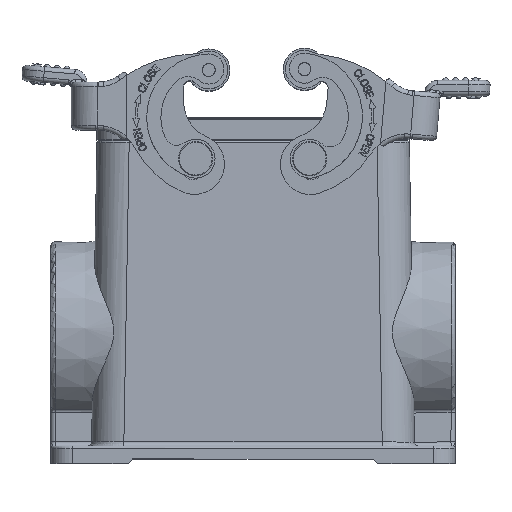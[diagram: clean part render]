
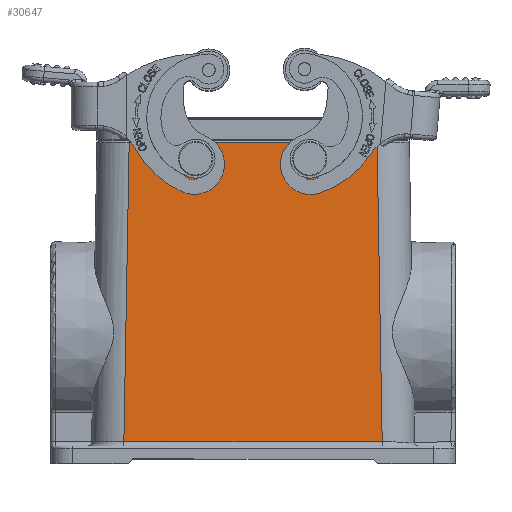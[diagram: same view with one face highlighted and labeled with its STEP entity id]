
A CAD part, top view. The second image highlights one B-rep face of the part: STEP entity #30647.
In plain terms, the highlighted planar face has unit normal (0, 0.018, 1).
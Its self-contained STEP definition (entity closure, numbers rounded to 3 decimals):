
#4098=DIRECTION('',(0.017,-1.,0.017));
#4099=VECTOR('',#4098,69.547);
#4100=CARTESIAN_POINT('',(75.819,51.712,49.758));
#4101=LINE('',#4100,#4099);
#4102=DIRECTION('',(0.018,1.,-0.017));
#4103=VECTOR('',#4102,69.547);
#4104=CARTESIAN_POINT('',(16.964,-17.796,50.971));
#4105=LINE('',#4104,#4103);
#4106=CARTESIAN_POINT('',(60.777,49.388,49.798));
#4107=CARTESIAN_POINT('',(60.727,49.407,49.798));
#4108=CARTESIAN_POINT('',(60.624,49.44,49.798));
#4109=CARTESIAN_POINT('',(60.465,49.471,49.797));
#4110=CARTESIAN_POINT('',(60.358,49.48,49.798));
#4111=CARTESIAN_POINT('',(60.304,49.482,49.798));
#4113=CARTESIAN_POINT('',(60.304,49.482,49.798));
#4114=CARTESIAN_POINT('',(60.227,49.489,49.797));
#4115=CARTESIAN_POINT('',(60.074,49.492,49.796));
#4116=CARTESIAN_POINT('',(59.849,49.461,49.797));
#4117=CARTESIAN_POINT('',(59.703,49.417,49.798));
#4118=CARTESIAN_POINT('',(59.631,49.389,49.798));
#6847=DIRECTION('',(-1.,0.,0.));
#6848=VECTOR('',#6847,57.619);
#6849=CARTESIAN_POINT('',(75.819,51.712,49.758));
#6850=LINE('',#6849,#6848);
#7343=DIRECTION('',(1.,0.,0.));
#7344=VECTOR('',#7343,1.247);
#7345=CARTESIAN_POINT('',(58.384,49.389,49.798));
#7346=LINE('',#7345,#7344);
#7367=DIRECTION('',(1.,0.,0.));
#7368=VECTOR('',#7367,1.169);
#7369=CARTESIAN_POINT('',(60.777,49.388,49.798));
#7370=LINE('',#7369,#7368);
#7436=CARTESIAN_POINT('',(61.946,49.388,49.798));
#7437=CARTESIAN_POINT('',(62.068,49.235,49.801));
#7438=CARTESIAN_POINT('',(62.264,48.912,49.807));
#7439=CARTESIAN_POINT('',(62.426,48.389,49.816));
#7440=CARTESIAN_POINT('',(62.447,48.01,49.822));
#7441=CARTESIAN_POINT('',(62.433,47.815,49.826));
#7453=CARTESIAN_POINT('',(57.902,48.212,49.819));
#7454=CARTESIAN_POINT('',(57.918,48.359,49.816));
#7455=CARTESIAN_POINT('',(57.975,48.641,49.811));
#7456=CARTESIAN_POINT('',(58.135,49.033,49.805));
#7457=CARTESIAN_POINT('',(58.292,49.274,49.8));
#7458=CARTESIAN_POINT('',(58.384,49.389,49.798));
#7460=CARTESIAN_POINT('',(62.433,47.815,49.826));
#7461=CARTESIAN_POINT('',(62.417,47.59,49.83));
#7462=CARTESIAN_POINT('',(62.324,47.166,49.837));
#7463=CARTESIAN_POINT('',(62.003,46.581,49.847));
#7464=CARTESIAN_POINT('',(61.531,46.116,49.856));
#7465=CARTESIAN_POINT('',(60.945,45.804,49.861));
#7466=CARTESIAN_POINT('',(60.295,45.671,49.863));
#7467=CARTESIAN_POINT('',(59.634,45.729,49.862));
#7468=CARTESIAN_POINT('',(59.017,45.973,49.858));
#7469=CARTESIAN_POINT('',(58.494,46.383,49.851));
#7470=CARTESIAN_POINT('',(58.111,46.924,49.841));
#7471=CARTESIAN_POINT('',(57.897,47.556,49.83));
#7472=CARTESIAN_POINT('',(57.879,47.989,49.823));
#7473=CARTESIAN_POINT('',(57.902,48.212,49.819));
#15618=DIRECTION('',(1.,0.,0.));
#15619=VECTOR('',#15618,60.047);
#15620=CARTESIAN_POINT('',(16.964,-17.796,
50.971));
#15621=LINE('',#15620,#15619);
#15631=CARTESIAN_POINT('',(35.988,48.014,49.823));
#15632=CARTESIAN_POINT('',(35.992,47.784,49.827));
#15633=CARTESIAN_POINT('',(35.934,47.344,49.834));
#15634=CARTESIAN_POINT('',(35.66,46.72,49.845));
#15635=CARTESIAN_POINT('',(35.221,46.204,49.854));
#15636=CARTESIAN_POINT('',(34.653,45.834,49.861));
#15637=CARTESIAN_POINT('',(34.003,45.641,49.864));
#15638=CARTESIAN_POINT('',(33.325,45.641,49.864));
#15639=CARTESIAN_POINT('',(32.675,45.835,49.861));
#15640=CARTESIAN_POINT('',(32.107,46.205,49.854));
#15641=CARTESIAN_POINT('',(31.668,46.721,49.845));
#15642=CARTESIAN_POINT('',(31.394,47.345,49.834));
#15643=CARTESIAN_POINT('',(31.337,47.784,49.827));
#15644=CARTESIAN_POINT('',(31.341,48.014,49.823));
#15664=CARTESIAN_POINT('',(31.341,48.014,49.823));
#15665=CARTESIAN_POINT('',(31.345,48.219,49.819));
#15666=CARTESIAN_POINT('',(31.404,48.613,49.812));
#15667=CARTESIAN_POINT('',(31.643,49.173,49.802));
#15668=CARTESIAN_POINT('',(32.018,49.65,49.794));
#15669=CARTESIAN_POINT('',(32.501,50.015,49.788));
#15670=CARTESIAN_POINT('',(33.065,50.245,49.784));
#15671=CARTESIAN_POINT('',(33.459,50.297,49.783));
#15672=CARTESIAN_POINT('',(33.664,50.297,49.783));
#15674=CARTESIAN_POINT('',(33.664,50.297,49.783));
#15675=CARTESIAN_POINT('',(33.869,50.297,49.783));
#15676=CARTESIAN_POINT('',(34.264,50.245,49.784));
#15677=CARTESIAN_POINT('',(34.828,50.015,49.788));
#15678=CARTESIAN_POINT('',(35.311,49.65,49.794));
#15679=CARTESIAN_POINT('',(35.685,49.173,49.802));
#15680=CARTESIAN_POINT('',(35.925,48.613,49.812));
#15681=CARTESIAN_POINT('',(35.984,48.219,49.819));
#15682=CARTESIAN_POINT('',(35.988,48.014,49.823));
#20881=CARTESIAN_POINT('',(16.964,-17.796,
50.971));
#20882=CARTESIAN_POINT('',(18.199,51.73,49.758));
#20883=VERTEX_POINT('',#20881);
#20884=VERTEX_POINT('',#20882);
#20889=CARTESIAN_POINT('',(75.819,51.712,49.758));
#20890=CARTESIAN_POINT('',(77.01,-17.815,
50.971));
#20891=VERTEX_POINT('',#20889);
#20892=VERTEX_POINT('',#20890);
#20893=VERTEX_POINT('',#15631);
#20894=VERTEX_POINT('',#15644);
#20895=VERTEX_POINT('',#15674);
#20896=VERTEX_POINT('',#7460);
#20897=VERTEX_POINT('',#7473);
#20898=VERTEX_POINT('',#7436);
#20899=CARTESIAN_POINT('',(60.777,49.388,49.798));
#20900=VERTEX_POINT('',#20899);
#20901=VERTEX_POINT('',#4111);
#20902=VERTEX_POINT('',#4118);
#20903=CARTESIAN_POINT('',(58.384,49.389,49.798));
#20904=VERTEX_POINT('',#20903);
#30609=CARTESIAN_POINT('',(46.998,16.958,50.365));
#30610=DIRECTION('',(0.,0.017,1.));
#30611=DIRECTION('',(0.,-1.,0.017));
#30612=AXIS2_PLACEMENT_3D('',#30609,#30610,#30611);
#30613=PLANE('',#30612);
#30615=ORIENTED_EDGE('',*,*,#30614,.T.);
#30617=ORIENTED_EDGE('',*,*,#30616,.F.);
#30618=ORIENTED_EDGE('',*,*,#30593,.T.);
#30620=ORIENTED_EDGE('',*,*,#30619,.F.);
#30621=EDGE_LOOP('',(#30615,#30617,#30618,#30620));
#30622=FACE_OUTER_BOUND('',#30621,.F.);
#30624=ORIENTED_EDGE('',*,*,#30623,.F.);
#30626=ORIENTED_EDGE('',*,*,#30625,.F.);
#30628=ORIENTED_EDGE('',*,*,#30627,.F.);
#30629=EDGE_LOOP('',(#30624,#30626,#30628));
#30630=FACE_BOUND('',#30629,.F.);
#30632=ORIENTED_EDGE('',*,*,#30631,.F.);
#30634=ORIENTED_EDGE('',*,*,#30633,.F.);
#30636=ORIENTED_EDGE('',*,*,#30635,.F.);
#30638=ORIENTED_EDGE('',*,*,#30637,.T.);
#30640=ORIENTED_EDGE('',*,*,#30639,.T.);
#30642=ORIENTED_EDGE('',*,*,#30641,.F.);
#30644=ORIENTED_EDGE('',*,*,#30643,.F.);
#30645=EDGE_LOOP('',(#30632,#30634,#30636,#30638,#30640,#30642,#30644));
#30646=FACE_BOUND('',#30645,.F.);
#4112=B_SPLINE_CURVE_WITH_KNOTS('',3,(#4106,#4107,#4108,#4109,#4110,#4111),
.UNSPECIFIED.,.F.,.F.,(4,1,1,4),(0.,0.333,0.667,1.),
.UNSPECIFIED.);
#4119=B_SPLINE_CURVE_WITH_KNOTS('',3,(#4113,#4114,#4115,#4116,#4117,#4118),
.UNSPECIFIED.,.F.,.F.,(4,1,1,4),(0.,0.333,0.667,1.),
.UNSPECIFIED.);
#7442=B_SPLINE_CURVE_WITH_KNOTS('',3,(#7436,#7437,#7438,#7439,#7440,#7441),
.UNSPECIFIED.,.F.,.F.,(4,1,1,4),(0.,0.333,0.667,1.),
.UNSPECIFIED.);
#7459=B_SPLINE_CURVE_WITH_KNOTS('',3,(#7453,#7454,#7455,#7456,#7457,#7458),
.UNSPECIFIED.,.F.,.F.,(4,1,1,4),(0.,0.333,0.667,1.),
.UNSPECIFIED.);
#7474=B_SPLINE_CURVE_WITH_KNOTS('',3,(#7460,#7461,#7462,#7463,#7464,#7465,#7466,
#7467,#7468,#7469,#7470,#7471,#7472,#7473),.UNSPECIFIED.,.F.,.F.,(4,1,1,1,1,1,1,
1,1,1,1,4),(0.,0.091,0.182,0.273,
0.364,0.455,0.545,0.636,
0.727,0.818,0.909,1.),.UNSPECIFIED.);
#15645=B_SPLINE_CURVE_WITH_KNOTS('',3,(#15631,#15632,#15633,#15634,#15635,
#15636,#15637,#15638,#15639,#15640,#15641,#15642,#15643,#15644),.UNSPECIFIED.,
.F.,.F.,(4,1,1,1,1,1,1,1,1,1,1,4),(0.,0.091,0.182,
0.273,0.364,0.455,0.545,
0.636,0.727,0.818,0.909,1.),
.UNSPECIFIED.);
#15673=B_SPLINE_CURVE_WITH_KNOTS('',3,(#15664,#15665,#15666,#15667,#15668,
#15669,#15670,#15671,#15672),.UNSPECIFIED.,.F.,.F.,(4,1,1,1,1,1,4),(0.,
0.167,0.333,0.5,0.667,0.833,
1.),.UNSPECIFIED.);
#15683=B_SPLINE_CURVE_WITH_KNOTS('',3,(#15674,#15675,#15676,#15677,#15678,
#15679,#15680,#15681,#15682),.UNSPECIFIED.,.F.,.F.,(4,1,1,1,1,1,4),(0.,
0.167,0.333,0.5,0.667,0.833,
1.),.UNSPECIFIED.);
#30593=EDGE_CURVE('',#20883,#20884,#4105,.T.);
#30614=EDGE_CURVE('',#20891,#20892,#4101,.T.);
#30616=EDGE_CURVE('',#20883,#20892,#15621,.T.);
#30619=EDGE_CURVE('',#20891,#20884,#6850,.T.);
#30623=EDGE_CURVE('',#20893,#20894,#15645,.T.);
#30625=EDGE_CURVE('',#20895,#20893,#15683,.T.);
#30627=EDGE_CURVE('',#20894,#20895,#15673,.T.);
#30631=EDGE_CURVE('',#20896,#20897,#7474,.T.);
#30633=EDGE_CURVE('',#20898,#20896,#7442,.T.);
#30635=EDGE_CURVE('',#20900,#20898,#7370,.T.);
#30637=EDGE_CURVE('',#20900,#20901,#4112,.T.);
#30639=EDGE_CURVE('',#20901,#20902,#4119,.T.);
#30641=EDGE_CURVE('',#20904,#20902,#7346,.T.);
#30643=EDGE_CURVE('',#20897,#20904,#7459,.T.);
#30647=ADVANCED_FACE('',(#30622,#30630,#30646),#30613,.T.);
